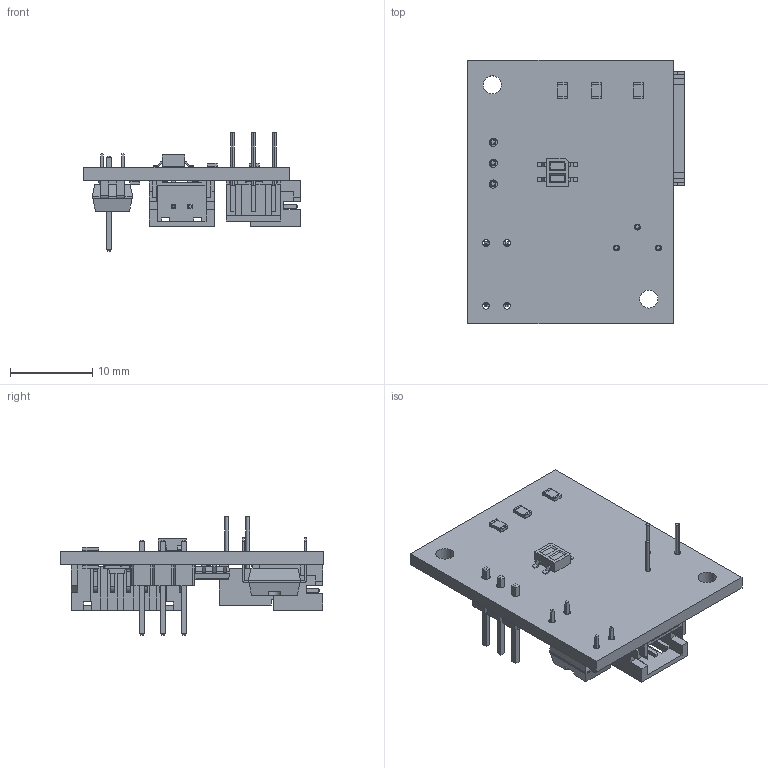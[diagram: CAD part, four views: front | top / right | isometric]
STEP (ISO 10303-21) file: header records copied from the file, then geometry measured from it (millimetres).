
FILE_DESCRIPTION(('KiCad electronic assembly'),'2;1');
FILE_NAME('QTR_Sensor_Module2.step','2024-03-15T12:27:49',('Pcbnew'),( 'Kicad'),'Open CASCADE STEP processor 7.7','KiCad to STEP converter' ,'Unknown');
FILE_SCHEMA(('AUTOMOTIVE_DESIGN { 1 0 10303 214 1 1 1 1 }'));
Length unit declared in the file: millimetre
Products named in the file (20): QTR_Sensor_Module2 1; R_0805_2012Metric; OnSemi_CASE100CY; S2B-PH-SM4-TB; S3B-PH-SM4-TB v12; LM393AD; ASSEMBLY; LED_1206_3216Metric; PinHeader_1x03_P2.54mm_Vertical; PinHeader_1x03_P254mm_Vertical; 3362P-1-151; 3362P-1-103; S5B-PH-SM4-TB; DIP-4_W7.62mm; QTR_Sensor_Module PCB
Assembly tree (24 placements, depth 3):
  QTR_Sensor_Module2 1
    R_0805_2012Metric  x6
      R_0805_2012Metric
    OnSemi_CASE100CY
      OnSemi_CASE100CY
    S2B-PH-SM4-TB
      S3B-PH-SM4-TB v12
    LM393AD
      ASSEMBLY
    LED_1206_3216Metric
      LED_1206_3216Metric
    PinHeader_1x03_P2.54mm_Vertical
      PinHeader_1x03_P254mm_Vertical
    3362P-1-151
      3362P-1-103
    S5B-PH-SM4-TB
      S3B-PH-SM4-TB v12
    DIP-4_W7.62mm
      DIP-4_W7.62mm
    QTR_Sensor_Module PCB
Bounding box: 26.3 x 32 x 14.38 mm (x, y, z)
Volume: 1941.4 mm3; surface area: 3836.5 mm2
Topology: 38 solids, 38 shells, 1066 faces, 2763 edges, 1784 vertices
Faces by surface type: plane 867, cylinder 181, bspline 16, cone 2
Full cylindrical faces by diameter (mm): 0.487 x1, 0.714 x3, 0.8 x4, 1 x3, 2.2 x2
Entity records: 63544 total; most frequent: CARTESIAN_POINT 11744, DIRECTION 9234, LINE 6616, VECTOR 6616, ORIENTED_EDGE 4846, PCURVE 4846, DEFINITIONAL_REPRESENTATION 4846, EDGE_CURVE 2423
